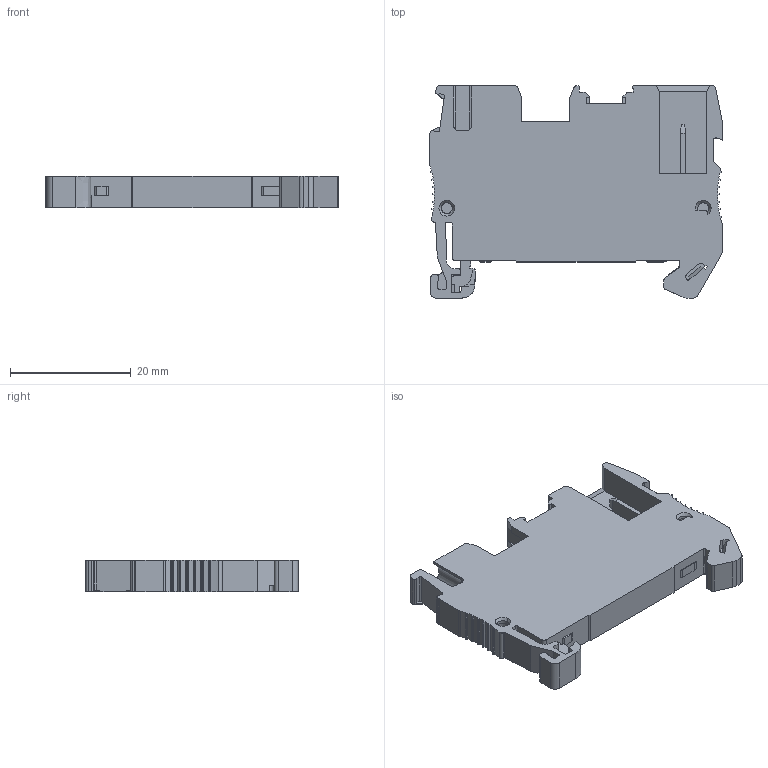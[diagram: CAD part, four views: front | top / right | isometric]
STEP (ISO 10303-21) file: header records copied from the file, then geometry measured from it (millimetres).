
FILE_DESCRIPTION((''),'2;1');
FILE_NAME('12','2022-12-06T19:35:18',('Administrator'),(''),'CREO PARAMETRIC BY PTC INC, 2016510','CREO PARAMETRIC BY PTC INC, 2016510','');
FILE_SCHEMA(('CONFIG_CONTROL_DESIGN','SHAPE_APPEARANCE_LAYERS_GROUPS'));
Length unit declared in the file: millimetre
Products named in the file (1): 12
Bounding box: 48.5 x 35.2 x 5.2 mm (x, y, z)
Volume: 5808.4 mm3; surface area: 5100.5 mm2
Topology: 1 solids, 1 shells, 476 faces, 1375 edges, 909 vertices
Faces by surface type: plane 325, cylinder 134, cone 8, torus 5, extrusion 4
Entity records: 19535 total; most frequent: CARTESIAN_POINT 3109, ORIENTED_EDGE 2750, DIRECTION 2533, EDGE_CURVE 1375, VECTOR 1055, LINE 1051, VERTEX_POINT 909, AXIS2_PLACEMENT_3D 739
